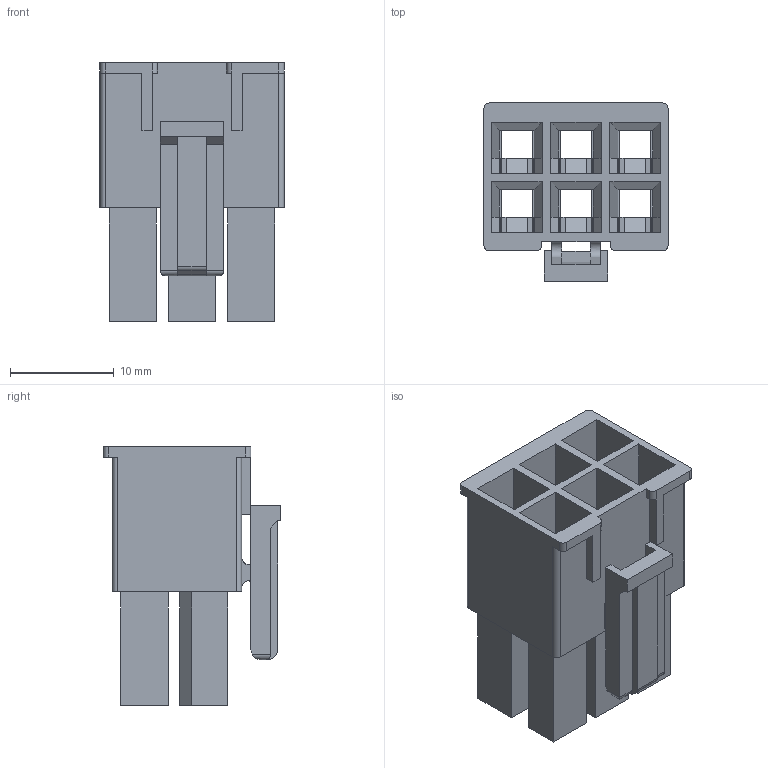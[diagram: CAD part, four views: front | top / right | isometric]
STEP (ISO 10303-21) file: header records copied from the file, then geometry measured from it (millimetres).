
FILE_DESCRIPTION((''),'2;1');
FILE_NAME('1700010106','2015-04-03T',('me'),(''),'PRO/ENGINEER BY PARAMETRIC TECHNOLOGY CORPORATION, 2011490','PRO/ENGINEER BY PARAMETRIC TECHNOLOGY CORPORATION, 2011490','');
FILE_SCHEMA(('CONFIG_CONTROL_DESIGN'));
Length unit declared in the file: millimetre
Products named in the file (1): 1700010106
Bounding box: 17.75 x 17.16 x 24.92 mm (x, y, z)
Volume: 2418.9 mm3; surface area: 5158.5 mm2
Topology: 1 solids, 1 shells, 323 faces, 887 edges, 572 vertices
Faces by surface type: plane 300, cylinder 23
Entity records: 10103 total; most frequent: CARTESIAN_POINT 1825, ORIENTED_EDGE 1774, DIRECTION 1573, EDGE_CURVE 887, VECTOR 841, LINE 841, VERTEX_POINT 572, AXIS2_PLACEMENT_3D 366
